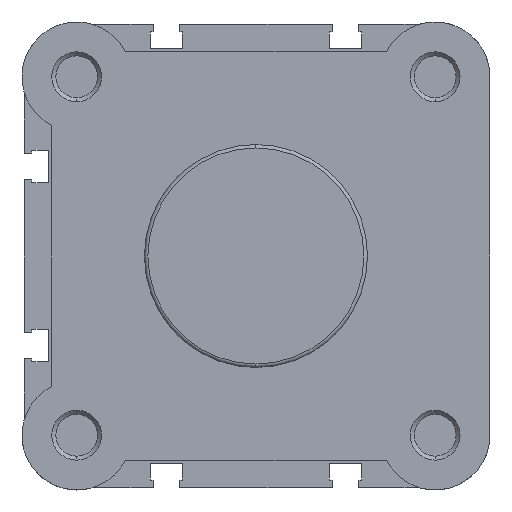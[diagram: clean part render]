
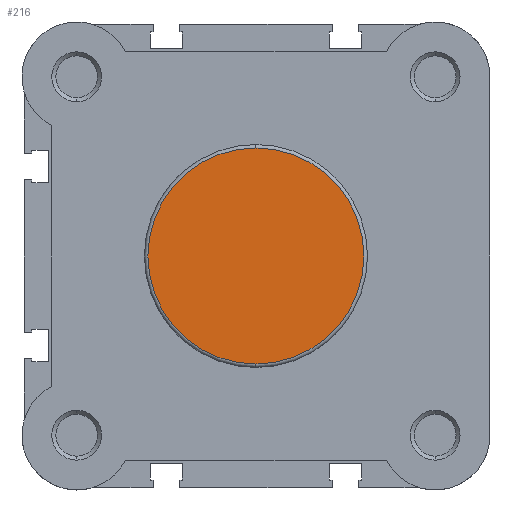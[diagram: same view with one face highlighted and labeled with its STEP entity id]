
A CAD part, left-side view. The second image highlights one B-rep face of the part: STEP entity #216.
In plain terms, the highlighted planar face has unit normal (-1, 0, 0).
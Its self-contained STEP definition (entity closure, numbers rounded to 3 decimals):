
#216 = ADVANCED_FACE ( 'NONE', ( #5575 ), #1118, .F. ) ;
#391 = ORIENTED_EDGE ( 'NONE', *, *, #2508, .T. ) ;
#392 = ORIENTED_EDGE ( 'NONE', *, *, #2568, .T. ) ;
#1114 = DIRECTION ( 'NONE',  ( 0., 0., -1. ) ) ;
#1116 = DIRECTION ( 'NONE',  ( 1., 0., 0. ) ) ;
#1118 = PLANE ( 'NONE',  #2718 ) ;
#1119 = CARTESIAN_POINT ( 'NONE',  ( 0., 22.4, 0. ) ) ;
#1644 = VERTEX_POINT ( 'NONE', #3457 ) ;
#1645 = VERTEX_POINT ( 'NONE', #3458 ) ;
#2508 = EDGE_CURVE ( 'NONE', #1645, #1644, #6104, .T. ) ;
#2568 = EDGE_CURVE ( 'NONE', #1644, #1645, #4658, .T. ) ;
#2718 = AXIS2_PLACEMENT_3D ( 'NONE', #1119, #1116, #1114 ) ;
#2851 = AXIS2_PLACEMENT_3D ( 'NONE', #4009, #4010, #4011 ) ;
#2886 = AXIS2_PLACEMENT_3D ( 'NONE', #4157, #4164, #4165 ) ;
#3457 = CARTESIAN_POINT ( 'NONE',  ( 0., 0., -21.7 ) ) ;
#3458 = CARTESIAN_POINT ( 'NONE',  ( 0., 0., 21.7 ) ) ;
#4009 = CARTESIAN_POINT ( 'NONE',  ( 0., 0., 0. ) ) ;
#4010 = DIRECTION ( 'NONE',  ( -1., 0., 0. ) ) ;
#4011 = DIRECTION ( 'NONE',  ( 0., 0., -1. ) ) ;
#4157 = CARTESIAN_POINT ( 'NONE',  ( 0., 0., 0. ) ) ;
#4164 = DIRECTION ( 'NONE',  ( -1., 0., 0. ) ) ;
#4165 = DIRECTION ( 'NONE',  ( 0., 0., -1. ) ) ;
#4658 = CIRCLE ( 'NONE', #2886, 21.7 ) ;
#5145 = EDGE_LOOP ( 'NONE', ( #392, #391 ) ) ;
#5575 = FACE_OUTER_BOUND ( 'NONE', #5145, .T. ) ;
#6104 = CIRCLE ( 'NONE', #2851, 21.7 ) ;
